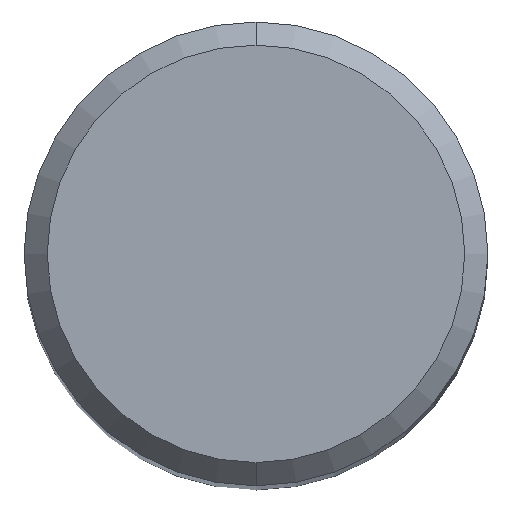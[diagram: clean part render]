
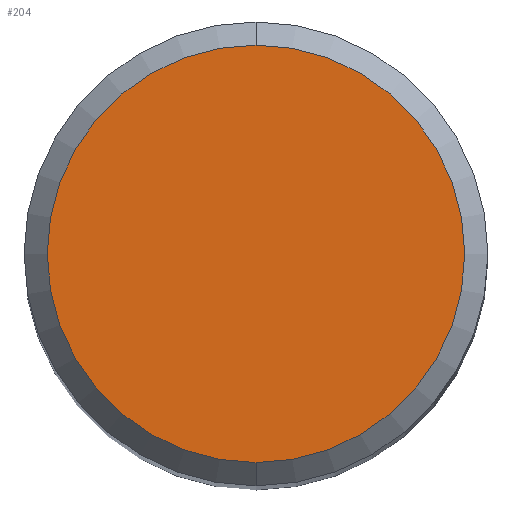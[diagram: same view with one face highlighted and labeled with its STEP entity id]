
A CAD part, top view. The second image highlights one B-rep face of the part: STEP entity #204.
In plain terms, the highlighted planar face has unit normal (0, 0, 1).
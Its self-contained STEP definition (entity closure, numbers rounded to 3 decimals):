
#134=EDGE_CURVE('',#216,#214,#301,.T.);
#182=EDGE_CURVE('',#214,#216,#357,.T.);
#204=ADVANCED_FACE('',(#381),#382,.T.);
#214=VERTEX_POINT('',#394);
#216=VERTEX_POINT('',#396);
#301=CIRCLE('',#487,3.6);
#357=CIRCLE('',#556,3.6);
#381=FACE_OUTER_BOUND('',#586,.T.);
#382=PLANE('',#587);
#394=CARTESIAN_POINT('',(0.0,3.6,0.0));
#396=CARTESIAN_POINT('',(0.,-3.6,0.0));
#487=AXIS2_PLACEMENT_3D('',#691,#692,#693);
#556=AXIS2_PLACEMENT_3D('',#770,#771,#772);
#586=EDGE_LOOP('',(#804,#805));
#587=AXIS2_PLACEMENT_3D('',#806,#807,#808);
#691=CARTESIAN_POINT('',(0.0,0.0,0.0));
#692=DIRECTION('',(0.0,0.0,-1.0));
#693=DIRECTION('',(0.0,1.0,0.0));
#770=CARTESIAN_POINT('',(0.0,0.0,0.0));
#771=DIRECTION('',(0.0,0.0,-1.0));
#772=DIRECTION('',(0.0,1.0,0.0));
#804=ORIENTED_EDGE('',*,*,#182,.F.);
#805=ORIENTED_EDGE('',*,*,#134,.F.);
#806=CARTESIAN_POINT('',(0.0,1.8,0.0));
#807=DIRECTION('',(-0.0,0.0,1.0));
#808=DIRECTION('',(0.0,-1.0,0.0));
